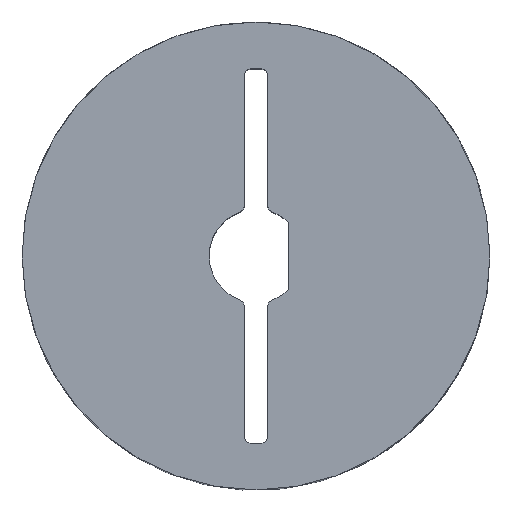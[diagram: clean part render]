
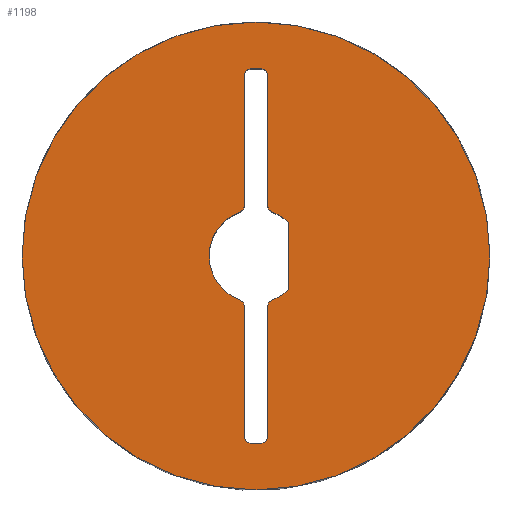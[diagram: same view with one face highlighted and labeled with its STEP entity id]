
A CAD part, top view. The second image highlights one B-rep face of the part: STEP entity #1198.
In plain terms, the highlighted planar face has unit normal (0, 0, 1).
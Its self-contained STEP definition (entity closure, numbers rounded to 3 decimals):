
#47=FACE_BOUND('',#222,.T.);
#78=PLANE('',#1357);
#145=FACE_OUTER_BOUND('',#221,.T.);
#221=EDGE_LOOP('',(#1084,#1085));
#222=EDGE_LOOP('',(#1086,#1087,#1088,#1089,#1090,#1091,#1092,#1093,#1094,
#1095,#1096,#1097,#1098,#1099,#1100,#1101,#1102,#1103));
#226=LINE('',#1748,#321);
#233=LINE('',#1765,#328);
#237=LINE('',#1780,#332);
#244=LINE('',#1797,#339);
#314=LINE('',#2200,#409);
#315=LINE('',#2202,#410);
#316=LINE('',#2204,#411);
#321=VECTOR('',#1373,10.);
#328=VECTOR('',#1388,10.);
#332=VECTOR('',#1402,10.);
#339=VECTOR('',#1417,10.);
#409=VECTOR('',#1717,10.);
#410=VECTOR('',#1720,10.);
#411=VECTOR('',#1723,10.);
#413=CIRCLE('',#1220,0.3);
#416=CIRCLE('',#1225,0.3);
#418=CIRCLE('',#1229,0.3);
#421=CIRCLE('',#1234,0.3);
#424=CIRCLE('',#1239,0.3);
#426=CIRCLE('',#1242,2.);
#440=CIRCLE('',#1258,0.3);
#441=CIRCLE('',#1260,2.);
#442=CIRCLE('',#1262,0.3);
#443=CIRCLE('',#1264,0.3);
#444=CIRCLE('',#1266,2.);
#475=CIRCLE('',#1355,10.);
#476=CIRCLE('',#1356,10.);
#477=VERTEX_POINT('',#1735);
#478=VERTEX_POINT('',#1736);
#482=VERTEX_POINT('',#1747);
#484=VERTEX_POINT('',#1753);
#485=VERTEX_POINT('',#1754);
#489=VERTEX_POINT('',#1767);
#490=VERTEX_POINT('',#1768);
#494=VERTEX_POINT('',#1779);
#496=VERTEX_POINT('',#1785);
#497=VERTEX_POINT('',#1786);
#503=VERTEX_POINT('',#1802);
#504=VERTEX_POINT('',#1804);
#506=VERTEX_POINT('',#1810);
#524=VERTEX_POINT('',#1852);
#525=VERTEX_POINT('',#1856);
#526=VERTEX_POINT('',#1860);
#527=VERTEX_POINT('',#1864);
#528=VERTEX_POINT('',#1868);
#583=VERTEX_POINT('',#2206);
#584=VERTEX_POINT('',#2207);
#585=EDGE_CURVE('',#477,#478,#413,.T.);
#591=EDGE_CURVE('',#482,#478,#226,.T.);
#594=EDGE_CURVE('',#484,#485,#416,.T.);
#600=EDGE_CURVE('',#477,#485,#233,.T.);
#601=EDGE_CURVE('',#489,#490,#418,.T.);
#607=EDGE_CURVE('',#494,#490,#237,.T.);
#610=EDGE_CURVE('',#496,#497,#421,.T.);
#616=EDGE_CURVE('',#489,#497,#244,.T.);
#619=EDGE_CURVE('',#503,#504,#424,.T.);
#623=EDGE_CURVE('',#503,#506,#426,.T.);
#644=EDGE_CURVE('',#494,#524,#440,.T.);
#646=EDGE_CURVE('',#525,#524,#441,.T.);
#648=EDGE_CURVE('',#525,#526,#442,.T.);
#650=EDGE_CURVE('',#482,#527,#443,.T.);
#652=EDGE_CURVE('',#528,#527,#444,.T.);
#752=EDGE_CURVE('',#484,#526,#314,.T.);
#753=EDGE_CURVE('',#496,#504,#315,.T.);
#754=EDGE_CURVE('',#506,#528,#316,.T.);
#755=EDGE_CURVE('',#583,#584,#475,.T.);
#756=EDGE_CURVE('',#584,#583,#476,.T.);
#1084=ORIENTED_EDGE('',*,*,#755,.T.);
#1085=ORIENTED_EDGE('',*,*,#756,.T.);
#1086=ORIENTED_EDGE('',*,*,#619,.F.);
#1087=ORIENTED_EDGE('',*,*,#623,.T.);
#1088=ORIENTED_EDGE('',*,*,#754,.T.);
#1089=ORIENTED_EDGE('',*,*,#652,.T.);
#1090=ORIENTED_EDGE('',*,*,#650,.F.);
#1091=ORIENTED_EDGE('',*,*,#591,.T.);
#1092=ORIENTED_EDGE('',*,*,#585,.F.);
#1093=ORIENTED_EDGE('',*,*,#600,.T.);
#1094=ORIENTED_EDGE('',*,*,#594,.F.);
#1095=ORIENTED_EDGE('',*,*,#752,.T.);
#1096=ORIENTED_EDGE('',*,*,#648,.F.);
#1097=ORIENTED_EDGE('',*,*,#646,.T.);
#1098=ORIENTED_EDGE('',*,*,#644,.F.);
#1099=ORIENTED_EDGE('',*,*,#607,.T.);
#1100=ORIENTED_EDGE('',*,*,#601,.F.);
#1101=ORIENTED_EDGE('',*,*,#616,.T.);
#1102=ORIENTED_EDGE('',*,*,#610,.F.);
#1103=ORIENTED_EDGE('',*,*,#753,.T.);
#1198=ADVANCED_FACE('',(#145,#47),#78,.T.);
#1220=AXIS2_PLACEMENT_3D('',#1737,#1362,#1363);
#1225=AXIS2_PLACEMENT_3D('',#1755,#1378,#1379);
#1229=AXIS2_PLACEMENT_3D('',#1769,#1391,#1392);
#1234=AXIS2_PLACEMENT_3D('',#1787,#1407,#1408);
#1239=AXIS2_PLACEMENT_3D('',#1805,#1423,#1424);
#1242=AXIS2_PLACEMENT_3D('',#1812,#1431,#1432);
#1258=AXIS2_PLACEMENT_3D('',#1853,#1470,#1471);
#1260=AXIS2_PLACEMENT_3D('',#1857,#1475,#1476);
#1262=AXIS2_PLACEMENT_3D('',#1861,#1480,#1481);
#1264=AXIS2_PLACEMENT_3D('',#1865,#1485,#1486);
#1266=AXIS2_PLACEMENT_3D('',#1869,#1490,#1491);
#1355=AXIS2_PLACEMENT_3D('',#2208,#1726,#1727);
#1356=AXIS2_PLACEMENT_3D('',#2209,#1728,#1729);
#1357=AXIS2_PLACEMENT_3D('',#2211,#1731,#1732);
#1362=DIRECTION('center_axis',(0.,0.,1.));
#1363=DIRECTION('ref_axis',(0.707,-0.707,0.));
#1373=DIRECTION('',(0.,-1.,0.));
#1378=DIRECTION('center_axis',(0.,0.,1.));
#1379=DIRECTION('ref_axis',(-0.707,-0.707,0.));
#1388=DIRECTION('',(-1.,0.,0.));
#1391=DIRECTION('center_axis',(0.,0.,1.));
#1392=DIRECTION('ref_axis',(-0.707,0.707,0.));
#1402=DIRECTION('',(0.,1.,0.));
#1407=DIRECTION('center_axis',(0.,0.,1.));
#1408=DIRECTION('ref_axis',(0.707,0.707,0.));
#1417=DIRECTION('',(1.,0.,0.));
#1423=DIRECTION('center_axis',(0.,0.,-1.));
#1424=DIRECTION('ref_axis',(-0.821,-0.571,0.));
#1431=DIRECTION('center_axis',(0.,0.,-1.));
#1432=DIRECTION('ref_axis',(0.7,0.714,0.));
#1470=DIRECTION('center_axis',(0.,0.,-1.));
#1471=DIRECTION('ref_axis',(0.821,-0.571,0.));
#1475=DIRECTION('center_axis',(0.,0.,-1.));
#1476=DIRECTION('ref_axis',(0.7,0.714,0.));
#1480=DIRECTION('center_axis',(0.,0.,-1.));
#1481=DIRECTION('ref_axis',(0.821,0.571,0.));
#1485=DIRECTION('center_axis',(0.,0.,-1.));
#1486=DIRECTION('ref_axis',(-0.821,0.571,0.));
#1490=DIRECTION('center_axis',(0.,0.,-1.));
#1491=DIRECTION('ref_axis',(0.7,0.714,0.));
#1717=DIRECTION('',(0.,1.,0.));
#1720=DIRECTION('',(0.,-1.,0.));
#1723=DIRECTION('',(0.,-1.,0.));
#1726=DIRECTION('center_axis',(0.,0.,1.));
#1727=DIRECTION('ref_axis',(1.,0.,0.));
#1728=DIRECTION('center_axis',(0.,0.,1.));
#1729=DIRECTION('ref_axis',(1.,0.,0.));
#1731=DIRECTION('center_axis',(0.,0.,1.));
#1732=DIRECTION('ref_axis',(1.,0.,0.));
#1735=CARTESIAN_POINT('',(0.2,-8.,21.));
#1736=CARTESIAN_POINT('',(0.5,-7.7,21.));
#1737=CARTESIAN_POINT('Origin',(0.2,-7.7,21.));
#1747=CARTESIAN_POINT('',(0.5,-2.156,21.));
#1748=CARTESIAN_POINT('',(0.5,4.,21.));
#1753=CARTESIAN_POINT('',(-0.5,-7.7,21.));
#1754=CARTESIAN_POINT('',(-0.2,-8.,21.));
#1755=CARTESIAN_POINT('Origin',(-0.2,-7.7,21.));
#1765=CARTESIAN_POINT('',(0.25,-8.,21.));
#1767=CARTESIAN_POINT('',(-0.2,8.,21.));
#1768=CARTESIAN_POINT('',(-0.5,7.7,21.));
#1769=CARTESIAN_POINT('Origin',(-0.2,7.7,21.));
#1779=CARTESIAN_POINT('',(-0.5,2.156,21.));
#1780=CARTESIAN_POINT('',(-0.5,-4.,21.));
#1785=CARTESIAN_POINT('',(0.5,7.7,21.));
#1786=CARTESIAN_POINT('',(0.2,8.,21.));
#1787=CARTESIAN_POINT('Origin',(0.2,7.7,21.));
#1797=CARTESIAN_POINT('',(-0.25,8.,21.));
#1802=CARTESIAN_POINT('',(0.696,1.875,21.));
#1804=CARTESIAN_POINT('',(0.5,2.156,21.));
#1805=CARTESIAN_POINT('Origin',(0.8,2.156,21.));
#1810=CARTESIAN_POINT('',(1.4,1.428,21.));
#1812=CARTESIAN_POINT('Origin',(0.,0.,21.));
#1852=CARTESIAN_POINT('',(-0.696,1.875,21.));
#1853=CARTESIAN_POINT('Origin',(-0.8,2.156,21.));
#1856=CARTESIAN_POINT('',(-0.696,-1.875,21.));
#1857=CARTESIAN_POINT('Origin',(0.,0.,21.));
#1860=CARTESIAN_POINT('',(-0.5,-2.156,21.));
#1861=CARTESIAN_POINT('Origin',(-0.8,-2.156,21.));
#1864=CARTESIAN_POINT('',(0.696,-1.875,21.));
#1865=CARTESIAN_POINT('Origin',(0.8,-2.156,21.));
#1868=CARTESIAN_POINT('',(1.4,-1.428,21.));
#1869=CARTESIAN_POINT('Origin',(0.,0.,21.));
#2200=CARTESIAN_POINT('',(-0.5,-4.,21.));
#2202=CARTESIAN_POINT('',(0.5,4.,21.));
#2204=CARTESIAN_POINT('',(1.4,0.714,21.));
#2206=CARTESIAN_POINT('',(10.,0.,21.));
#2207=CARTESIAN_POINT('',(-10.,0.,21.));
#2208=CARTESIAN_POINT('Origin',(0.,0.,21.));
#2209=CARTESIAN_POINT('Origin',(0.,0.,21.));
#2211=CARTESIAN_POINT('Origin',(0.,0.,21.));
